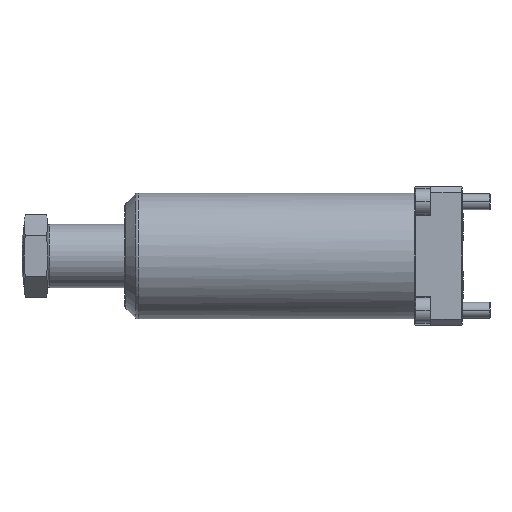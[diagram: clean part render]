
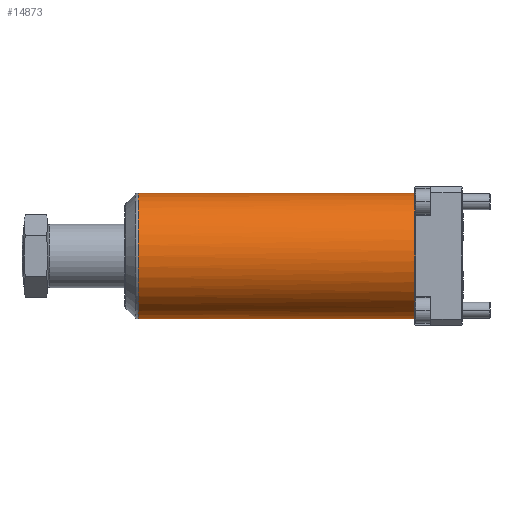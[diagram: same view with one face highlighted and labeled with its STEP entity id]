
A CAD part, left-side view. The second image highlights one B-rep face of the part: STEP entity #14873.
In plain terms, the highlighted cylindrical face has radius 31.9 mm (diameter 63.8 mm), a partial arc.
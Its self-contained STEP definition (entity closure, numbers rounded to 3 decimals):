
#74 = DIRECTION ( 'NONE',  ( 0., -1., 0. ) ) ;
#478 = FACE_OUTER_BOUND ( 'NONE', #3605, .T. ) ;
#959 = DIRECTION ( 'NONE',  ( 0., 0., 1. ) ) ;
#1389 = ORIENTED_EDGE ( 'NONE', *, *, #7424, .F. ) ;
#1474 = CARTESIAN_POINT ( 'NONE',  ( 0., 24., 0. ) ) ;
#1616 = CIRCLE ( 'NONE', #6606, 31.9 ) ;
#1873 = CARTESIAN_POINT ( 'NONE',  ( -22.784, 24., -22.327 ) ) ;
#2210 = EDGE_CURVE ( 'NONE', #11535, #2945, #9610, .T. ) ;
#2315 = AXIS2_PLACEMENT_3D ( 'NONE', #7264, #15141, #6996 ) ;
#2493 = DIRECTION ( 'NONE',  ( 0., -1., 0. ) ) ;
#2579 = DIRECTION ( 'NONE',  ( 0., 0., -1. ) ) ;
#2630 = AXIS2_PLACEMENT_3D ( 'NONE', #14708, #7422, #2579 ) ;
#2651 = DIRECTION ( 'NONE',  ( 0., 0., -1. ) ) ;
#2945 = VERTEX_POINT ( 'NONE', #12213 ) ;
#3228 = CARTESIAN_POINT ( 'NONE',  ( -22.327, 24., 22.784 ) ) ;
#3446 = VECTOR ( 'NONE', #74, 1000. ) ;
#3511 = EDGE_CURVE ( 'NONE', #5124, #13149, #7094, .T. ) ;
#3567 = CARTESIAN_POINT ( 'NONE',  ( 0., 0., 31.9 ) ) ;
#3605 = EDGE_LOOP ( 'NONE', ( #4346, #13172, #8259, #1389, #12935, #4861, #10967, #5264 ) ) ;
#3714 = CARTESIAN_POINT ( 'NONE',  ( 0., 24., 0. ) ) ;
#3889 = CIRCLE ( 'NONE', #5134, 31.9 ) ;
#4072 = AXIS2_PLACEMENT_3D ( 'NONE', #11416, #7795, #4143 ) ;
#4143 = DIRECTION ( 'NONE',  ( 0., 0., -1. ) ) ;
#4346 = ORIENTED_EDGE ( 'NONE', *, *, #3511, .F. ) ;
#4861 = ORIENTED_EDGE ( 'NONE', *, *, #11071, .F. ) ;
#5083 = VECTOR ( 'NONE', #2493, 1000. ) ;
#5124 = VERTEX_POINT ( 'NONE', #11375 ) ;
#5134 = AXIS2_PLACEMENT_3D ( 'NONE', #1474, #7323, #12331 ) ;
#5219 = CYLINDRICAL_SURFACE ( 'NONE', #4072, 31.9 ) ;
#5264 = ORIENTED_EDGE ( 'NONE', *, *, #5928, .F. ) ;
#5928 = EDGE_CURVE ( 'NONE', #13149, #11535, #8815, .T. ) ;
#6219 = CARTESIAN_POINT ( 'NONE',  ( 0., 0., -31.9 ) ) ;
#6606 = AXIS2_PLACEMENT_3D ( 'NONE', #9748, #13347, #2651 ) ;
#6813 = CARTESIAN_POINT ( 'NONE',  ( 0., 164.172, -31.9 ) ) ;
#6996 = DIRECTION ( 'NONE',  ( 0., 0., -1. ) ) ;
#7094 = LINE ( 'NONE', #3567, #3446 ) ;
#7264 = CARTESIAN_POINT ( 'NONE',  ( 0., 164.172, 0. ) ) ;
#7323 = DIRECTION ( 'NONE',  ( 0., -1., 0. ) ) ;
#7422 = DIRECTION ( 'NONE',  ( 0., -1., 0. ) ) ;
#7424 = EDGE_CURVE ( 'NONE', #9177, #9550, #12894, .T. ) ;
#7679 = EDGE_CURVE ( 'NONE', #13287, #9177, #3889, .T. ) ;
#7795 = DIRECTION ( 'NONE',  ( 0., -1., 0. ) ) ;
#7967 = DIRECTION ( 'NONE',  ( 0., -1., 0. ) ) ;
#8068 = AXIS2_PLACEMENT_3D ( 'NONE', #3714, #9659, #13404 ) ;
#8178 = CARTESIAN_POINT ( 'NONE',  ( -22.327, 24., -22.784 ) ) ;
#8248 = EDGE_CURVE ( 'NONE', #5124, #9788, #13782, .T. ) ;
#8259 = ORIENTED_EDGE ( 'NONE', *, *, #15086, .T. ) ;
#8654 = LINE ( 'NONE', #6219, #5083 ) ;
#8815 = CIRCLE ( 'NONE', #8068, 31.9 ) ;
#9177 = VERTEX_POINT ( 'NONE', #8178 ) ;
#9232 = CARTESIAN_POINT ( 'NONE',  ( 0., 24., 31.9 ) ) ;
#9550 = VERTEX_POINT ( 'NONE', #11030 ) ;
#9610 = CIRCLE ( 'NONE', #13594, 31.9 ) ;
#9659 = DIRECTION ( 'NONE',  ( 0., -1., 0. ) ) ;
#9748 = CARTESIAN_POINT ( 'NONE',  ( 0., 24., 0. ) ) ;
#9788 = VERTEX_POINT ( 'NONE', #6813 ) ;
#10309 = CARTESIAN_POINT ( 'NONE',  ( 0., 24., 0. ) ) ;
#10967 = ORIENTED_EDGE ( 'NONE', *, *, #2210, .F. ) ;
#11030 = CARTESIAN_POINT ( 'NONE',  ( 0., 24., -31.9 ) ) ;
#11071 = EDGE_CURVE ( 'NONE', #2945, #13287, #1616, .T. ) ;
#11375 = CARTESIAN_POINT ( 'NONE',  ( 0., 164.172, 31.9 ) ) ;
#11416 = CARTESIAN_POINT ( 'NONE',  ( 0., 0., 0. ) ) ;
#11535 = VERTEX_POINT ( 'NONE', #3228 ) ;
#12213 = CARTESIAN_POINT ( 'NONE',  ( -22.784, 24., 22.327 ) ) ;
#12331 = DIRECTION ( 'NONE',  ( 0., 0., 1. ) ) ;
#12894 = CIRCLE ( 'NONE', #2630, 31.9 ) ;
#12935 = ORIENTED_EDGE ( 'NONE', *, *, #7679, .F. ) ;
#13149 = VERTEX_POINT ( 'NONE', #9232 ) ;
#13172 = ORIENTED_EDGE ( 'NONE', *, *, #8248, .T. ) ;
#13287 = VERTEX_POINT ( 'NONE', #1873 ) ;
#13347 = DIRECTION ( 'NONE',  ( 0., -1., 0. ) ) ;
#13404 = DIRECTION ( 'NONE',  ( 0., 0., -1. ) ) ;
#13594 = AXIS2_PLACEMENT_3D ( 'NONE', #10309, #7967, #959 ) ;
#13782 = CIRCLE ( 'NONE', #2315, 31.9 ) ;
#14708 = CARTESIAN_POINT ( 'NONE',  ( 0., 24., 0. ) ) ;
#14873 = ADVANCED_FACE ( 'NONE', ( #478 ), #5219, .T. ) ;
#15086 = EDGE_CURVE ( 'NONE', #9788, #9550, #8654, .T. ) ;
#15141 = DIRECTION ( 'NONE',  ( 0., -1., 0. ) ) ;
